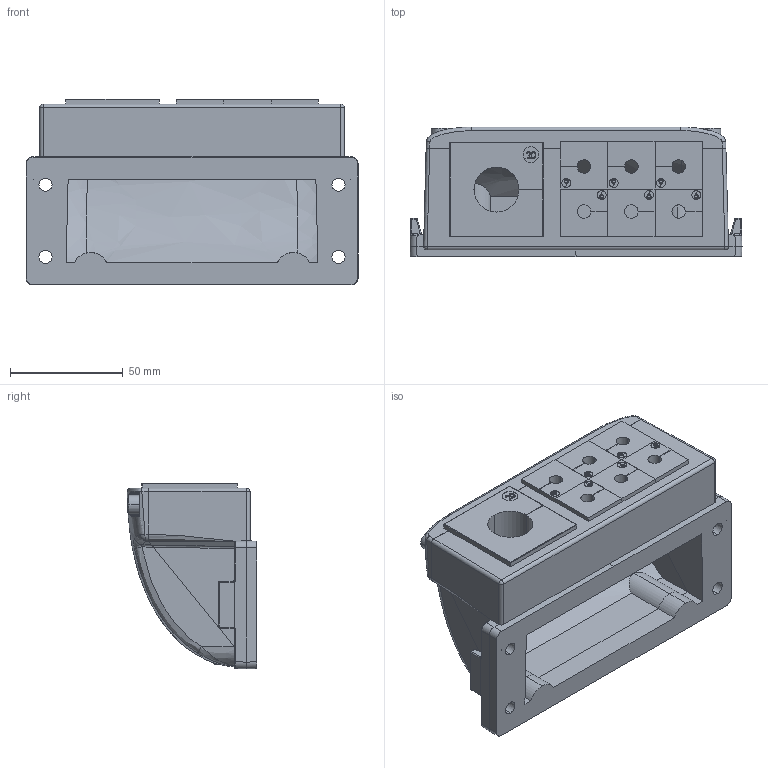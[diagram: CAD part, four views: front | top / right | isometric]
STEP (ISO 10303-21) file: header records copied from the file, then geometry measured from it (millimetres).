
FILE_DESCRIPTION(('STEP AP242'),'1');
FILE_NAME('42322.stp','2020-06-03T12:58:58',('TraceParts'),('TraceParts S.A.'),'Spatial InterOp 3D',' ',' ');
FILE_SCHEMA(('AP242_MANAGED_MODEL_BASED_3D_ENGINEERING_MIM_LF {1 0 10303 442 1 1 4}'));
Length unit declared in the file: millimetre
Products named in the file (1): 42322_1
Bounding box: 147.28 x 57.49 x 82.39 mm (x, y, z)
Volume: 218287.8 mm3; surface area: 100269.3 mm2
Topology: 18 solids, 18 shells, 977 faces, 2365 edges, 1453 vertices
Faces by surface type: plane 445, cylinder 238, bspline 153, torus 76, cone 54, sphere 11
Entity records: 37845 total; most frequent: CARTESIAN_POINT 16185, ORIENTED_EDGE 4664, DIRECTION 4166, EDGE_CURVE 2332, VERTEX_POINT 1453, AXIS2_PLACEMENT_3D 1423, LINE 1320, VECTOR 1320
